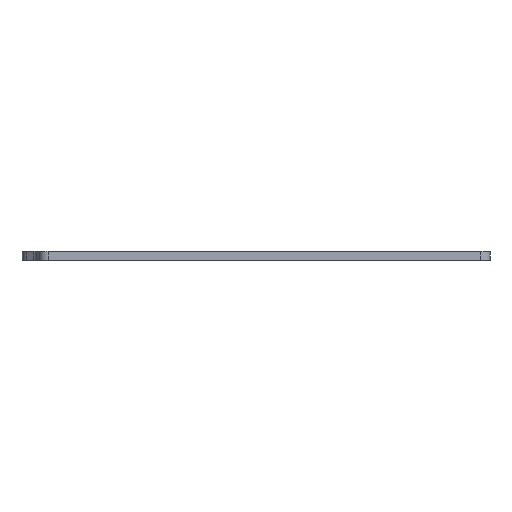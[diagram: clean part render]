
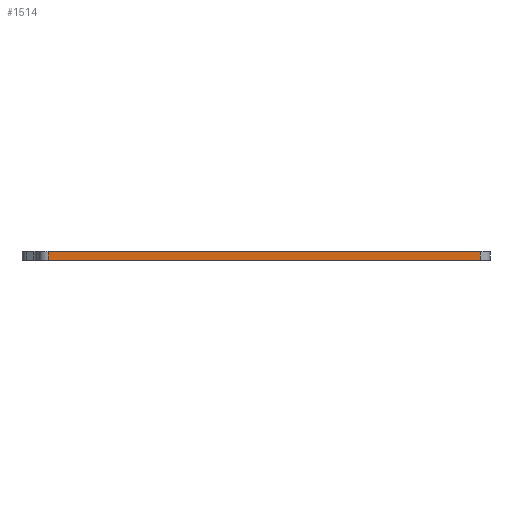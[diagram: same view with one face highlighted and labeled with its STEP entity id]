
A CAD part, left-side view. The second image highlights one B-rep face of the part: STEP entity #1514.
In plain terms, the highlighted planar face has unit normal (-1, 0, 0).
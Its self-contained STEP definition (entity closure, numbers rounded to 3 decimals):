
#154 = CARTESIAN_POINT ( 'NONE',  ( -132.85, 127.75, 2.5 ) ) ;
#327 = CARTESIAN_POINT ( 'NONE',  ( -132.85, -137.75, -2.5 ) ) ;
#354 = DIRECTION ( 'NONE',  ( 0., 0., -1. ) ) ;
#511 = AXIS2_PLACEMENT_3D ( 'NONE', #7208, #2204, #6663 ) ;
#594 = CARTESIAN_POINT ( 'NONE',  ( -132.85, -137.75, -2.5 ) ) ;
#694 = CARTESIAN_POINT ( 'NONE',  ( -132.85, -137.75, 2.5 ) ) ;
#921 = CARTESIAN_POINT ( 'NONE',  ( -132.85, 133.75, 2.5 ) ) ;
#1031 = VECTOR ( 'NONE', #3341, 1000. ) ;
#1443 = VERTEX_POINT ( 'NONE', #694 ) ;
#1445 = VERTEX_POINT ( 'NONE', #594 ) ;
#1514 = ADVANCED_FACE ( 'NONE', ( #6847 ), #4009, .F. ) ;
#2087 = VECTOR ( 'NONE', #4463, 1000. ) ;
#2204 = DIRECTION ( 'NONE',  ( 1., 0., 0. ) ) ;
#2411 = VERTEX_POINT ( 'NONE', #154 ) ;
#2671 = CARTESIAN_POINT ( 'NONE',  ( -132.85, 127.75, -2.5 ) ) ;
#3341 = DIRECTION ( 'NONE',  ( 0., 0., 1. ) ) ;
#3409 = EDGE_CURVE ( 'NONE', #2411, #4730, #6957, .T. ) ;
#3416 = EDGE_CURVE ( 'NONE', #1445, #1443, #5682, .T. ) ;
#3542 = EDGE_CURVE ( 'NONE', #1443, #2411, #5032, .T. ) ;
#3550 = DIRECTION ( 'NONE',  ( 0., -1., 0. ) ) ;
#3830 = EDGE_LOOP ( 'NONE', ( #3905, #3934, #4032, #4477 ) ) ;
#3905 = ORIENTED_EDGE ( 'NONE', *, *, #3416, .T. ) ;
#3934 = ORIENTED_EDGE ( 'NONE', *, *, #3542, .T. ) ;
#4009 = PLANE ( 'NONE',  #511 ) ;
#4032 = ORIENTED_EDGE ( 'NONE', *, *, #3409, .T. ) ;
#4064 = VECTOR ( 'NONE', #354, 1000. ) ;
#4463 = DIRECTION ( 'NONE',  ( 0., 1., 0. ) ) ;
#4477 = ORIENTED_EDGE ( 'NONE', *, *, #5245, .T. ) ;
#4730 = VERTEX_POINT ( 'NONE', #2671 ) ;
#4812 = CARTESIAN_POINT ( 'NONE',  ( -132.85, -137.75, 3. ) ) ;
#5032 = LINE ( 'NONE', #921, #2087 ) ;
#5245 = EDGE_CURVE ( 'NONE', #4730, #1445, #5660, .T. ) ;
#5606 = CARTESIAN_POINT ( 'NONE',  ( -132.85, 127.75, 3. ) ) ;
#5660 = LINE ( 'NONE', #327, #6937 ) ;
#5682 = LINE ( 'NONE', #4812, #1031 ) ;
#6663 = DIRECTION ( 'NONE',  ( 0., 1., 0. ) ) ;
#6847 = FACE_OUTER_BOUND ( 'NONE', #3830, .T. ) ;
#6937 = VECTOR ( 'NONE', #3550, 1000. ) ;
#6957 = LINE ( 'NONE', #5606, #4064 ) ;
#7208 = CARTESIAN_POINT ( 'NONE',  ( -132.85, 133.75, 3. ) ) ;
